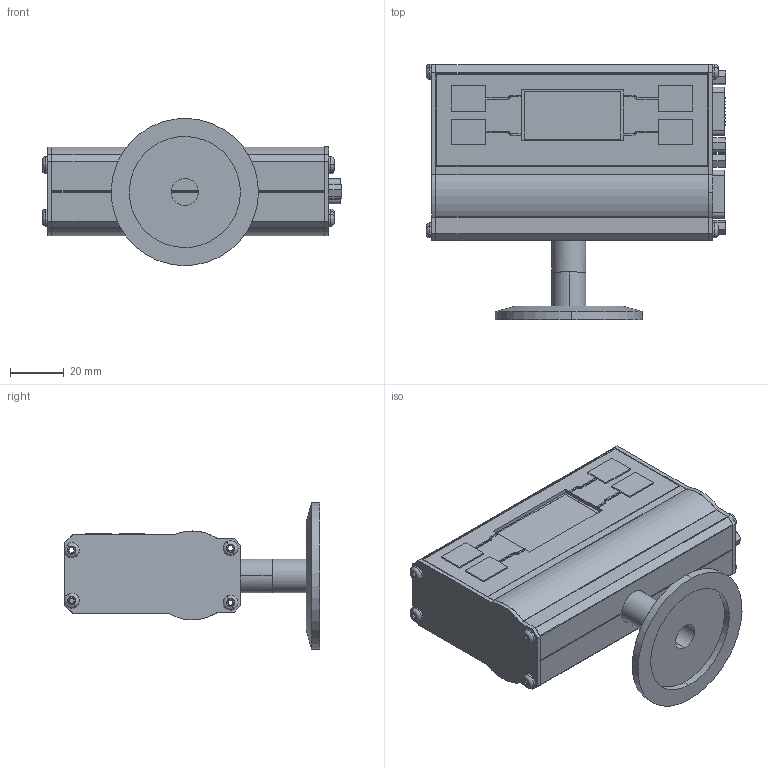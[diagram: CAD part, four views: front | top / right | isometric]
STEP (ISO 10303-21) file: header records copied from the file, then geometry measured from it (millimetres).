
FILE_DESCRIPTION (( 'STEP AP214' ), '1' );
FILE_NAME ('CVM201GDA.STEP', '2019-08-29T15:09:22', ( '' ), ( '' ), 'SwSTEP 2.0', 'SolidWorks 2018', '' );
FILE_SCHEMA (( 'AUTOMOTIVE_DESIGN' ));
Length unit declared in the file: inch
Products named in the file (1): CVM201GDA
Bounding box: 111.51 x 95.25 x 54.82 mm (x, y, z)
Surface area: 38917.1 mm2 (no closed solid volume)
Topology: 0 solids, 26 shells, 575 faces, 1682 edges, 1122 vertices
Faces by surface type: cylinder 288, plane 221, torus 64, cone 2
Entity records: 26739 total; most frequent: DIRECTION 3660, CARTESIAN_POINT 3549, ORIENTED_EDGE 2843, EDGE_CURVE 1682, AXIS2_PLACEMENT_3D 1420, VERTEX_POINT 1122, CIRCLE 844, LINE 820
